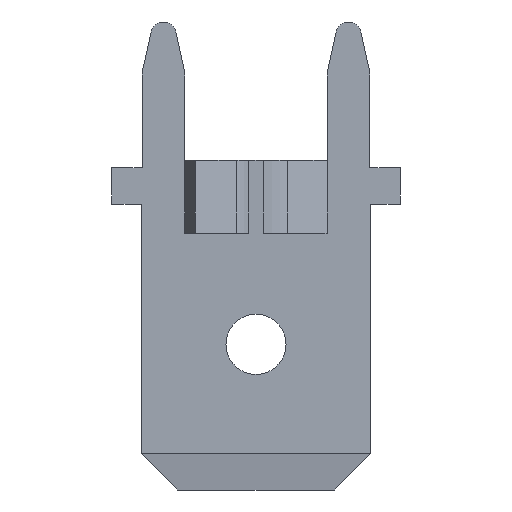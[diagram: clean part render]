
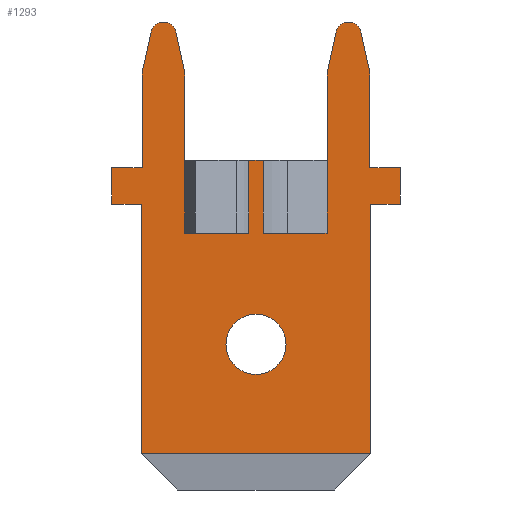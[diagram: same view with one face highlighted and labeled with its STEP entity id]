
A CAD part, front view. The second image highlights one B-rep face of the part: STEP entity #1293.
In plain terms, the highlighted planar face has unit normal (0, -1, 0).
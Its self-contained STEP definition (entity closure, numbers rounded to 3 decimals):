
#226=CARTESIAN_POINT('',(0.,-0.8,-5.05));
#227=DIRECTION('',(0.,-1.,0.));
#228=DIRECTION('',(1.,0.,0.));
#229=AXIS2_PLACEMENT_3D('',#226,#227,#228);
#234=CARTESIAN_POINT('',(0.,-0.8,-5.05));
#235=DIRECTION('',(0.,-1.,0.));
#236=DIRECTION('',(-1.,0.,0.));
#237=AXIS2_PLACEMENT_3D('',#234,#235,#236);
#242=DIRECTION('',(-1.,0.,0.));
#243=VECTOR('',#242,1.742);
#244=CARTESIAN_POINT('',(-0.2,-0.8,-2.));
#245=LINE('',#244,#243);
#249=DIRECTION('',(0.,0.,-1.));
#250=VECTOR('',#249,2.);
#251=CARTESIAN_POINT('',(0.2,-0.8,0.));
#252=LINE('',#251,#250);
#256=DIRECTION('',(-1.,0.,0.));
#257=VECTOR('',#256,1.75);
#258=CARTESIAN_POINT('',(1.95,-0.8,-2.));
#259=LINE('',#258,#257);
#263=DIRECTION('',(0.,0.,-1.));
#264=VECTOR('',#263,2.);
#265=CARTESIAN_POINT('',(1.95,-0.8,0.));
#266=LINE('',#265,#264);
#270=DIRECTION('',(-1.,0.,0.));
#271=VECTOR('',#270,0.003);
#272=CARTESIAN_POINT('',(1.953,-0.8,0.));
#273=LINE('',#272,#271);
#277=DIRECTION('',(0.,0.,-1.));
#278=VECTOR('',#277,2.4);
#279=CARTESIAN_POINT('',(1.953,-0.8,2.4));
#280=LINE('',#279,#278);
#284=DIRECTION('',(-0.213,0.,-0.977));
#285=VECTOR('',#284,1.151);
#286=CARTESIAN_POINT('',(2.198,-0.8,3.525));
#287=LINE('',#286,#285);
#291=CARTESIAN_POINT('',(2.54,-0.8,3.45));
#292=DIRECTION('',(0.,-1.,0.));
#293=DIRECTION('',(0.977,0.,0.213));
#294=AXIS2_PLACEMENT_3D('',#291,#292,#293);
#299=DIRECTION('',(-0.213,0.,0.977));
#300=VECTOR('',#299,1.151);
#301=CARTESIAN_POINT('',(3.128,-0.8,2.4));
#302=LINE('',#301,#300);
#306=DIRECTION('',(0.,0.,1.));
#307=VECTOR('',#306,2.6);
#308=CARTESIAN_POINT('',(3.128,-0.8,-0.2));
#309=LINE('',#308,#307);
#313=DIRECTION('',(-1.,0.,0.));
#314=VECTOR('',#313,0.833);
#315=CARTESIAN_POINT('',(3.96,-0.8,-0.2));
#316=LINE('',#315,#314);
#320=DIRECTION('',(0.,0.,1.));
#321=VECTOR('',#320,1.);
#322=CARTESIAN_POINT('',(3.96,-0.8,-1.2));
#323=LINE('',#322,#321);
#327=DIRECTION('',(1.,0.,0.));
#328=VECTOR('',#327,0.81);
#329=CARTESIAN_POINT('',(3.15,-0.8,-1.2));
#330=LINE('',#329,#328);
#334=DIRECTION('',(0.,0.,1.));
#335=VECTOR('',#334,6.85);
#336=CARTESIAN_POINT('',(3.15,-0.8,-8.05));
#337=LINE('',#336,#335);
#341=DIRECTION('',(0.,0.,-1.));
#342=VECTOR('',#341,6.85);
#343=CARTESIAN_POINT('',(-3.15,-0.8,-1.2));
#344=LINE('',#343,#342);
#348=DIRECTION('',(1.,0.,0.));
#349=VECTOR('',#348,0.81);
#350=CARTESIAN_POINT('',(-3.96,-0.8,-1.2));
#351=LINE('',#350,#349);
#355=DIRECTION('',(0.,0.,-1.));
#356=VECTOR('',#355,1.);
#357=CARTESIAN_POINT('',(-3.96,-0.8,-0.2));
#358=LINE('',#357,#356);
#362=DIRECTION('',(-1.,0.,0.));
#363=VECTOR('',#362,0.833);
#364=CARTESIAN_POINT('',(-3.128,-0.8,-0.2));
#365=LINE('',#364,#363);
#369=DIRECTION('',(0.,0.,-1.));
#370=VECTOR('',#369,2.6);
#371=CARTESIAN_POINT('',(-3.128,-0.8,2.4));
#372=LINE('',#371,#370);
#376=DIRECTION('',(-0.213,0.,-0.977));
#377=VECTOR('',#376,1.151);
#378=CARTESIAN_POINT('',(-2.882,-0.8,3.525));
#379=LINE('',#378,#377);
#383=CARTESIAN_POINT('',(-2.54,-0.8,3.45));
#384=DIRECTION('',(0.,-1.,0.));
#385=DIRECTION('',(0.977,0.,0.213));
#386=AXIS2_PLACEMENT_3D('',#383,#384,#385);
#391=DIRECTION('',(-0.213,0.,0.977));
#392=VECTOR('',#391,1.151);
#393=CARTESIAN_POINT('',(-1.953,-0.8,2.4));
#394=LINE('',#393,#392);
#398=DIRECTION('',(0.,0.,1.));
#399=VECTOR('',#398,2.4);
#400=CARTESIAN_POINT('',(-1.953,-0.8,0.));
#401=LINE('',#400,#399);
#405=DIRECTION('',(-1.,0.,0.));
#406=VECTOR('',#405,0.003);
#407=CARTESIAN_POINT('',(-1.95,-0.8,0.));
#408=LINE('',#407,#406);
#412=DIRECTION('',(0.,0.,1.));
#413=VECTOR('',#412,2.);
#414=CARTESIAN_POINT('',(-1.95,-0.8,-2.));
#415=LINE('',#414,#413);
#419=DIRECTION('',(-1.,0.,0.));
#420=VECTOR('',#419,0.008);
#421=CARTESIAN_POINT('',(-1.942,-0.8,-2.));
#422=LINE('',#421,#420);
#578=DIRECTION('',(-1.,0.,0.));
#579=VECTOR('',#578,0.4);
#580=CARTESIAN_POINT('',(0.2,-0.8,0.));
#581=LINE('',#580,#579);
#679=DIRECTION('',(0.,0.,-1.));
#680=VECTOR('',#679,2.);
#681=CARTESIAN_POINT('',(-0.2,-0.8,0.));
#682=LINE('',#681,#680);
#910=DIRECTION('',(1.,0.,0.));
#911=VECTOR('',#910,6.3);
#912=CARTESIAN_POINT('',(-3.15,-0.8,-8.05));
#913=LINE('',#912,#911);
#978=CARTESIAN_POINT('',(3.96,-0.8,-0.2));
#979=CARTESIAN_POINT('',(3.128,-0.8,-0.2));
#980=VERTEX_POINT('',#978);
#981=VERTEX_POINT('',#979);
#982=CARTESIAN_POINT('',(3.128,-0.8,2.4));
#983=VERTEX_POINT('',#982);
#984=CARTESIAN_POINT('',(2.882,-0.8,3.525));
#985=VERTEX_POINT('',#984);
#986=CARTESIAN_POINT('',(2.198,-0.8,3.525));
#987=VERTEX_POINT('',#986);
#988=CARTESIAN_POINT('',(1.953,-0.8,2.4));
#989=VERTEX_POINT('',#988);
#990=CARTESIAN_POINT('',(1.953,-0.8,0.));
#991=VERTEX_POINT('',#990);
#992=CARTESIAN_POINT('',(-3.128,-0.8,-0.2));
#993=CARTESIAN_POINT('',(-3.96,-0.8,-0.2));
#994=VERTEX_POINT('',#992);
#995=VERTEX_POINT('',#993);
#996=CARTESIAN_POINT('',(-3.96,-0.8,-1.2));
#997=VERTEX_POINT('',#996);
#998=CARTESIAN_POINT('',(-3.15,-0.8,-1.2));
#999=VERTEX_POINT('',#998);
#1000=CARTESIAN_POINT('',(3.15,-0.8,-1.2));
#1001=CARTESIAN_POINT('',(3.96,-0.8,-1.2));
#1002=VERTEX_POINT('',#1000);
#1003=VERTEX_POINT('',#1001);
#1008=CARTESIAN_POINT('',(0.825,-0.8,-5.05));
#1009=CARTESIAN_POINT('',(-0.825,-0.8,-5.05));
#1010=VERTEX_POINT('',#1008);
#1011=VERTEX_POINT('',#1009);
#1013=CARTESIAN_POINT('',(3.15,-0.8,-8.05));
#1015=VERTEX_POINT('',#1013);
#1017=CARTESIAN_POINT('',(-3.15,-0.8,-8.05));
#1019=VERTEX_POINT('',#1017);
#1038=CARTESIAN_POINT('',(-1.953,-0.8,0.));
#1039=CARTESIAN_POINT('',(-1.953,-0.8,2.4));
#1040=VERTEX_POINT('',#1038);
#1041=VERTEX_POINT('',#1039);
#1042=CARTESIAN_POINT('',(-2.198,-0.8,3.525));
#1043=VERTEX_POINT('',#1042);
#1044=CARTESIAN_POINT('',(-2.882,-0.8,3.525));
#1045=VERTEX_POINT('',#1044);
#1046=CARTESIAN_POINT('',(-3.128,-0.8,2.4));
#1047=VERTEX_POINT('',#1046);
#1056=CARTESIAN_POINT('',(-1.95,-0.8,-2.));
#1057=CARTESIAN_POINT('',(-1.95,-0.8,0.));
#1058=VERTEX_POINT('',#1056);
#1059=VERTEX_POINT('',#1057);
#1060=CARTESIAN_POINT('',(1.95,-0.8,0.));
#1061=CARTESIAN_POINT('',(1.95,-0.8,-2.));
#1062=VERTEX_POINT('',#1060);
#1063=VERTEX_POINT('',#1061);
#1071=CARTESIAN_POINT('',(0.2,-0.8,0.));
#1073=VERTEX_POINT('',#1071);
#1074=CARTESIAN_POINT('',(-0.2,-0.8,0.));
#1075=VERTEX_POINT('',#1074);
#1096=CARTESIAN_POINT('',(-0.2,-0.8,-2.));
#1097=CARTESIAN_POINT('',(-1.942,-0.8,-2.));
#1098=VERTEX_POINT('',#1096);
#1099=VERTEX_POINT('',#1097);
#1118=CARTESIAN_POINT('',(0.2,-0.8,-2.));
#1119=VERTEX_POINT('',#1118);
#1224=CARTESIAN_POINT('',(0.,-0.8,0.));
#1225=DIRECTION('',(0.,-1.,0.));
#1226=DIRECTION('',(-1.,0.,0.));
#1227=AXIS2_PLACEMENT_3D('',#1224,#1225,#1226);
#1228=PLANE('',#1227);
#1230=ORIENTED_EDGE('',*,*,#1229,.F.);
#1232=ORIENTED_EDGE('',*,*,#1231,.F.);
#1234=ORIENTED_EDGE('',*,*,#1233,.F.);
#1236=ORIENTED_EDGE('',*,*,#1235,.T.);
#1238=ORIENTED_EDGE('',*,*,#1237,.F.);
#1240=ORIENTED_EDGE('',*,*,#1239,.F.);
#1242=ORIENTED_EDGE('',*,*,#1241,.F.);
#1244=ORIENTED_EDGE('',*,*,#1243,.F.);
#1246=ORIENTED_EDGE('',*,*,#1245,.F.);
#1248=ORIENTED_EDGE('',*,*,#1247,.F.);
#1250=ORIENTED_EDGE('',*,*,#1249,.F.);
#1252=ORIENTED_EDGE('',*,*,#1251,.F.);
#1254=ORIENTED_EDGE('',*,*,#1253,.F.);
#1256=ORIENTED_EDGE('',*,*,#1255,.F.);
#1258=ORIENTED_EDGE('',*,*,#1257,.F.);
#1260=ORIENTED_EDGE('',*,*,#1259,.F.);
#1262=ORIENTED_EDGE('',*,*,#1261,.F.);
#1264=ORIENTED_EDGE('',*,*,#1263,.F.);
#1266=ORIENTED_EDGE('',*,*,#1265,.F.);
#1268=ORIENTED_EDGE('',*,*,#1267,.F.);
#1270=ORIENTED_EDGE('',*,*,#1269,.F.);
#1272=ORIENTED_EDGE('',*,*,#1271,.F.);
#1274=ORIENTED_EDGE('',*,*,#1273,.F.);
#1276=ORIENTED_EDGE('',*,*,#1275,.F.);
#1278=ORIENTED_EDGE('',*,*,#1277,.F.);
#1280=ORIENTED_EDGE('',*,*,#1279,.F.);
#1282=ORIENTED_EDGE('',*,*,#1281,.F.);
#1284=ORIENTED_EDGE('',*,*,#1283,.F.);
#1286=ORIENTED_EDGE('',*,*,#1285,.F.);
#1287=EDGE_LOOP('',(#1230,#1232,#1234,#1236,#1238,#1240,#1242,#1244,#1246,#1248,
#1250,#1252,#1254,#1256,#1258,#1260,#1262,#1264,#1266,#1268,#1270,#1272,#1274,
#1276,#1278,#1280,#1282,#1284,#1286));
#1288=FACE_OUTER_BOUND('',#1287,.F.);
#1289=ORIENTED_EDGE('',*,*,#1204,.T.);
#1290=ORIENTED_EDGE('',*,*,#1218,.T.);
#1291=EDGE_LOOP('',(#1289,#1290));
#1292=FACE_BOUND('',#1291,.F.);
#230=CIRCLE('',#229,0.825);
#238=CIRCLE('',#237,0.825);
#295=CIRCLE('',#294,0.35);
#387=CIRCLE('',#386,0.35);
#1204=EDGE_CURVE('',#1010,#1011,#230,.T.);
#1218=EDGE_CURVE('',#1011,#1010,#238,.T.);
#1229=EDGE_CURVE('',#1098,#1099,#245,.T.);
#1231=EDGE_CURVE('',#1075,#1098,#682,.T.);
#1233=EDGE_CURVE('',#1073,#1075,#581,.T.);
#1235=EDGE_CURVE('',#1073,#1119,#252,.T.);
#1237=EDGE_CURVE('',#1063,#1119,#259,.T.);
#1239=EDGE_CURVE('',#1062,#1063,#266,.T.);
#1241=EDGE_CURVE('',#991,#1062,#273,.T.);
#1243=EDGE_CURVE('',#989,#991,#280,.T.);
#1245=EDGE_CURVE('',#987,#989,#287,.T.);
#1247=EDGE_CURVE('',#985,#987,#295,.T.);
#1249=EDGE_CURVE('',#983,#985,#302,.T.);
#1251=EDGE_CURVE('',#981,#983,#309,.T.);
#1253=EDGE_CURVE('',#980,#981,#316,.T.);
#1255=EDGE_CURVE('',#1003,#980,#323,.T.);
#1257=EDGE_CURVE('',#1002,#1003,#330,.T.);
#1259=EDGE_CURVE('',#1015,#1002,#337,.T.);
#1261=EDGE_CURVE('',#1019,#1015,#913,.T.);
#1263=EDGE_CURVE('',#999,#1019,#344,.T.);
#1265=EDGE_CURVE('',#997,#999,#351,.T.);
#1267=EDGE_CURVE('',#995,#997,#358,.T.);
#1269=EDGE_CURVE('',#994,#995,#365,.T.);
#1271=EDGE_CURVE('',#1047,#994,#372,.T.);
#1273=EDGE_CURVE('',#1045,#1047,#379,.T.);
#1275=EDGE_CURVE('',#1043,#1045,#387,.T.);
#1277=EDGE_CURVE('',#1041,#1043,#394,.T.);
#1279=EDGE_CURVE('',#1040,#1041,#401,.T.);
#1281=EDGE_CURVE('',#1059,#1040,#408,.T.);
#1283=EDGE_CURVE('',#1058,#1059,#415,.T.);
#1285=EDGE_CURVE('',#1099,#1058,#422,.T.);
#1293=ADVANCED_FACE('',(#1288,#1292),#1228,.T.);
